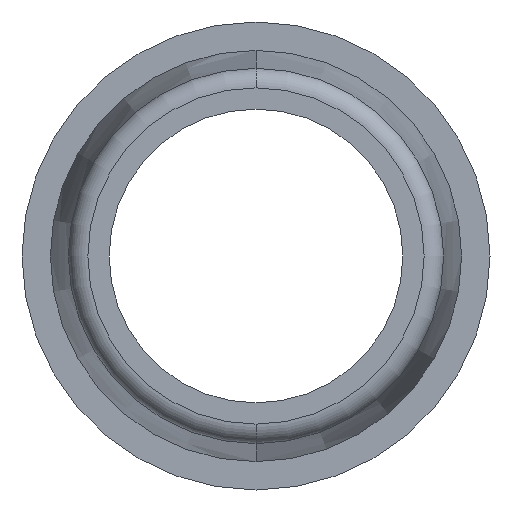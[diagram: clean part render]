
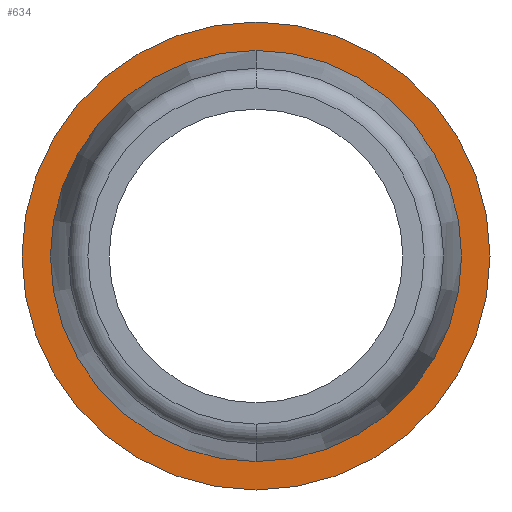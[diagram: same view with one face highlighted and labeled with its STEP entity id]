
A CAD part, front view. The second image highlights one B-rep face of the part: STEP entity #634.
In plain terms, the highlighted planar face has unit normal (0, -1, 0).
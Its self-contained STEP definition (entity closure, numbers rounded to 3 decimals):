
#35 = EDGE_CURVE ( 'NONE', #525, #524, #304, .T. ) ;
#97 = AXIS2_PLACEMENT_3D ( 'NONE', #825, #824, #823 ) ;
#105 = CIRCLE ( 'NONE', #106, 5.975 ) ;
#106 = AXIS2_PLACEMENT_3D ( 'NONE', #797, #796, #793 ) ;
#121 = CIRCLE ( 'NONE', #128, 5.975 ) ;
#128 = AXIS2_PLACEMENT_3D ( 'NONE', #233, #265, #278 ) ;
#129 = CIRCLE ( 'NONE', #134, 5.25 ) ;
#134 = AXIS2_PLACEMENT_3D ( 'NONE', #249, #240, #237 ) ;
#233 = CARTESIAN_POINT ( 'NONE',  ( 0., 25., 0. ) ) ;
#237 = DIRECTION ( 'NONE',  ( 0., 0., -1. ) ) ;
#240 = DIRECTION ( 'NONE',  ( 0., -1., 0. ) ) ;
#249 = CARTESIAN_POINT ( 'NONE',  ( 0., 25., 0. ) ) ;
#265 = DIRECTION ( 'NONE',  ( 0., -1., 0. ) ) ;
#278 = DIRECTION ( 'NONE',  ( 0., 0., -1. ) ) ;
#298 = AXIS2_PLACEMENT_3D ( 'NONE', #968, #965, #1102 ) ;
#304 = CIRCLE ( 'NONE', #298, 5.25 ) ;
#364 = ORIENTED_EDGE ( 'NONE', *, *, #717, .F. ) ;
#368 = ORIENTED_EDGE ( 'NONE', *, *, #713, .T. ) ;
#377 = ORIENTED_EDGE ( 'NONE', *, *, #35, .F. ) ;
#378 = ORIENTED_EDGE ( 'NONE', *, *, #702, .T. ) ;
#519 = VERTEX_POINT ( 'NONE', #841 ) ;
#520 = VERTEX_POINT ( 'NONE', #840 ) ;
#524 = VERTEX_POINT ( 'NONE', #836 ) ;
#525 = VERTEX_POINT ( 'NONE', #835 ) ;
#576 = FACE_OUTER_BOUND ( 'NONE', #670, .T. ) ;
#577 = FACE_BOUND ( 'NONE', #671, .T. ) ;
#634 = ADVANCED_FACE ( 'NONE', ( #576, #577 ), #826, .T. ) ;
#670 = EDGE_LOOP ( 'NONE', ( #368, #378 ) ) ;
#671 = EDGE_LOOP ( 'NONE', ( #364, #377 ) ) ;
#702 = EDGE_CURVE ( 'NONE', #520, #519, #105, .T. ) ;
#713 = EDGE_CURVE ( 'NONE', #519, #520, #121, .T. ) ;
#717 = EDGE_CURVE ( 'NONE', #524, #525, #129, .T. ) ;
#793 = DIRECTION ( 'NONE',  ( 0., 0., -1. ) ) ;
#796 = DIRECTION ( 'NONE',  ( 0., -1., 0. ) ) ;
#797 = CARTESIAN_POINT ( 'NONE',  ( 0., 25., 0. ) ) ;
#823 = DIRECTION ( 'NONE',  ( 0., 0., -1. ) ) ;
#824 = DIRECTION ( 'NONE',  ( 0., -1., 0. ) ) ;
#825 = CARTESIAN_POINT ( 'NONE',  ( 5.975, 25., 0. ) ) ;
#826 = PLANE ( 'NONE',  #97 ) ;
#835 = CARTESIAN_POINT ( 'NONE',  ( 0., 25., 5.25 ) ) ;
#836 = CARTESIAN_POINT ( 'NONE',  ( 0., 25., -5.25 ) ) ;
#840 = CARTESIAN_POINT ( 'NONE',  ( 0., 25., 5.975 ) ) ;
#841 = CARTESIAN_POINT ( 'NONE',  ( 0., 25., -5.975 ) ) ;
#965 = DIRECTION ( 'NONE',  ( 0., -1., 0. ) ) ;
#968 = CARTESIAN_POINT ( 'NONE',  ( 0., 25., 0. ) ) ;
#1102 = DIRECTION ( 'NONE',  ( 0., 0., -1. ) ) ;
